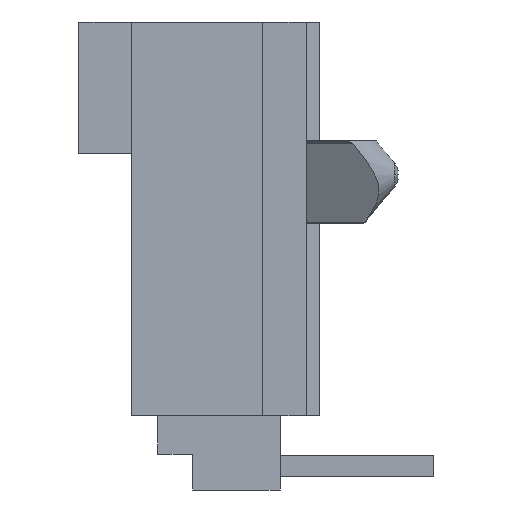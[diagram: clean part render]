
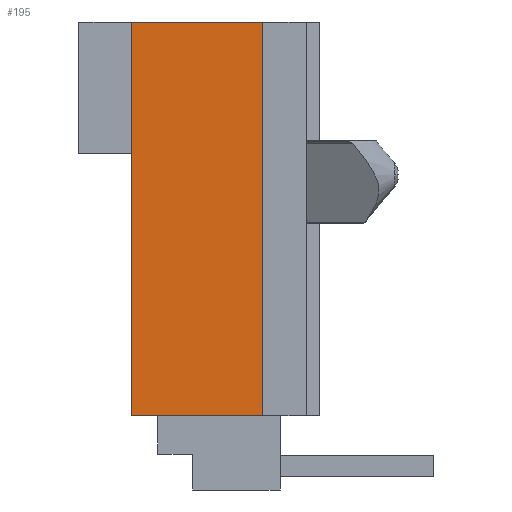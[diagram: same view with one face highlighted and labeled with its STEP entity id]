
A CAD part, left-side view. The second image highlights one B-rep face of the part: STEP entity #195.
In plain terms, the highlighted planar face has unit normal (-1, 0, 0).
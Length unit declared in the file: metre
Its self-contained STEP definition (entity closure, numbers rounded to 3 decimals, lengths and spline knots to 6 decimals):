
#195 = ADVANCED_FACE( '', ( #647 ), #648, .T. );
#647 = FACE_OUTER_BOUND( '', #1340, .T. );
#648 = PLANE( '', #1341 );
#1340 = EDGE_LOOP( '', ( #2874, #2875, #2876, #2877 ) );
#1341 = AXIS2_PLACEMENT_3D( '', #2878, #2879, #2880 );
#2874 = ORIENTED_EDGE( '', *, *, #4462, .T. );
#2875 = ORIENTED_EDGE( '', *, *, #4649, .F. );
#2876 = ORIENTED_EDGE( '', *, *, #4409, .F. );
#2877 = ORIENTED_EDGE( '', *, *, #4105, .T. );
#2878 = CARTESIAN_POINT( '', ( -0.01397, 0.00254, -0.005715 ) );
#2879 = DIRECTION( '', ( -1., 0., 0. ) );
#2880 = DIRECTION( '', ( 0., 0., 1. ) );
#4105 = EDGE_CURVE( '', #4919, #4917, #4920, .T. );
#4409 = EDGE_CURVE( '', #4919, #5479, #5480, .T. );
#4462 = EDGE_CURVE( '', #4917, #5567, #5569, .T. );
#4649 = EDGE_CURVE( '', #5479, #5567, #5876, .T. );
#4917 = VERTEX_POINT( '', #6255 );
#4919 = VERTEX_POINT( '', #6258 );
#4920 = LINE( '', #6259, #6260 );
#5479 = VERTEX_POINT( '', #7221 );
#5480 = LINE( '', #7222, #7223 );
#5567 = VERTEX_POINT( '', #7357 );
#5569 = LINE( '', #7360, #7361 );
#5876 = LINE( '', #7836, #7837 );
#6255 = CARTESIAN_POINT( '', ( -0.01397, -0.00127, -0.005715 ) );
#6258 = CARTESIAN_POINT( '', ( -0.01397, 0.00254, -0.005715 ) );
#6259 = CARTESIAN_POINT( '', ( -0.01397, 0.00254, -0.005715 ) );
#6260 = VECTOR( '', #8327, 1. );
#7221 = CARTESIAN_POINT( '', ( -0.01397, 0.00254, 0.005715 ) );
#7222 = CARTESIAN_POINT( '', ( -0.01397, 0.00254, -0.005715 ) );
#7223 = VECTOR( '', #8647, 1. );
#7357 = CARTESIAN_POINT( '', ( -0.01397, -0.00127, 0.005715 ) );
#7360 = CARTESIAN_POINT( '', ( -0.01397, -0.00127, -0.005715 ) );
#7361 = VECTOR( '', #8708, 1. );
#7836 = CARTESIAN_POINT( '', ( -0.01397, 0.00254, 0.005715 ) );
#7837 = VECTOR( '', #8931, 1. );
#8327 = DIRECTION( '', ( 0., -1., 0. ) );
#8647 = DIRECTION( '', ( 0., 0., 1. ) );
#8708 = DIRECTION( '', ( 0., 0., 1. ) );
#8931 = DIRECTION( '', ( 0., -1., 0. ) );
